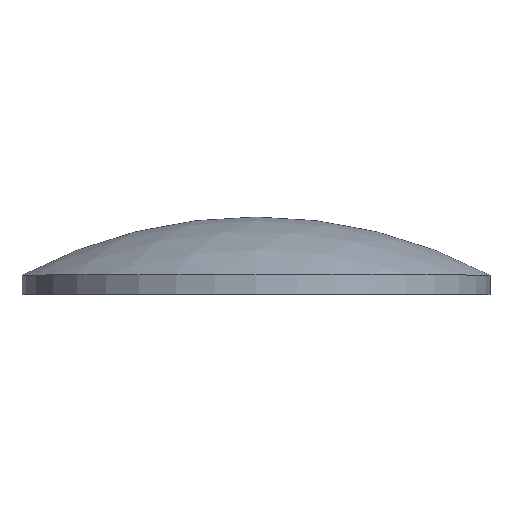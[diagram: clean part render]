
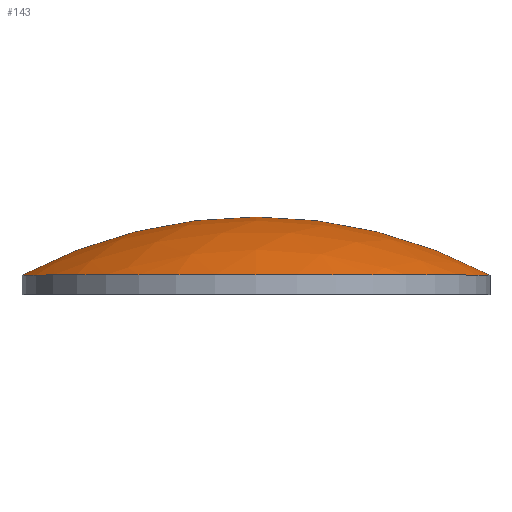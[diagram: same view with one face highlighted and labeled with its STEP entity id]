
A CAD part, top view. The second image highlights one B-rep face of the part: STEP entity #143.
In plain terms, the highlighted spherical face has radius 51.602 mm.
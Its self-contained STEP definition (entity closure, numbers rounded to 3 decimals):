
#143 = ADVANCED_FACE ( 'NONE', ( #8377 ), #3200, .T. ) ;
#623 = CARTESIAN_POINT ( 'NONE',  ( -24.15, 2., 0. ) ) ;
#1112 = DIRECTION ( 'NONE',  ( 0., -1., 0. ) ) ;
#1136 = ORIENTED_EDGE ( 'NONE', *, *, #5168, .F. ) ;
#1293 = EDGE_LOOP ( 'NONE', ( #1136, #11359, #2444 ) ) ;
#1343 = DIRECTION ( 'NONE',  ( 0., 0., 1. ) ) ;
#2110 = DIRECTION ( 'NONE',  ( -1., 0., 0. ) ) ;
#2444 = ORIENTED_EDGE ( 'NONE', *, *, #10615, .F. ) ;
#2454 = CARTESIAN_POINT ( 'NONE',  ( 0., -43.602, 0. ) ) ;
#2597 = EDGE_CURVE ( 'NONE', #8115, #11141, #8356, .T. ) ;
#3200 = SPHERICAL_SURFACE ( 'NONE', #6357, 51.602 ) ;
#4196 = DIRECTION ( 'NONE',  ( 1., 0., 0. ) ) ;
#5168 = EDGE_CURVE ( 'NONE', #8115, #8151, #7868, .T. ) ;
#5198 = CARTESIAN_POINT ( 'NONE',  ( 0., -43.602, 0. ) ) ;
#5739 = AXIS2_PLACEMENT_3D ( 'NONE', #8183, #1112, #4196 ) ;
#5922 = DIRECTION ( 'NONE',  ( 0., 0., -1. ) ) ;
#6357 = AXIS2_PLACEMENT_3D ( 'NONE', #2454, #11456, #9471 ) ;
#7658 = AXIS2_PLACEMENT_3D ( 'NONE', #10115, #5922, #2110 ) ;
#7868 = CIRCLE ( 'NONE', #7658, 51.602 ) ;
#8099 = CARTESIAN_POINT ( 'NONE',  ( 0., 8., 0. ) ) ;
#8115 = VERTEX_POINT ( 'NONE', #8099 ) ;
#8151 = VERTEX_POINT ( 'NONE', #11011 ) ;
#8183 = CARTESIAN_POINT ( 'NONE',  ( 0., 2., 0. ) ) ;
#8356 = CIRCLE ( 'NONE', #12347, 51.602 ) ;
#8377 = FACE_OUTER_BOUND ( 'NONE', #1293, .T. ) ;
#9471 = DIRECTION ( 'NONE',  ( 1., 0., 0. ) ) ;
#10115 = CARTESIAN_POINT ( 'NONE',  ( 0., -43.602, 0. ) ) ;
#10206 = DIRECTION ( 'NONE',  ( 1., 0., 0. ) ) ;
#10615 = EDGE_CURVE ( 'NONE', #8151, #11141, #10625, .T. ) ;
#10625 = CIRCLE ( 'NONE', #5739, 24.15 ) ;
#11011 = CARTESIAN_POINT ( 'NONE',  ( 24.15, 2., 0. ) ) ;
#11141 = VERTEX_POINT ( 'NONE', #623 ) ;
#11359 = ORIENTED_EDGE ( 'NONE', *, *, #2597, .T. ) ;
#11456 = DIRECTION ( 'NONE',  ( 0., 0., 1. ) ) ;
#12347 = AXIS2_PLACEMENT_3D ( 'NONE', #5198, #1343, #10206 ) ;
